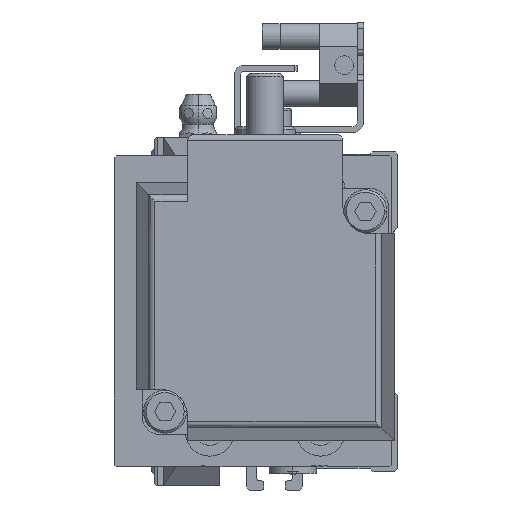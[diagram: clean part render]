
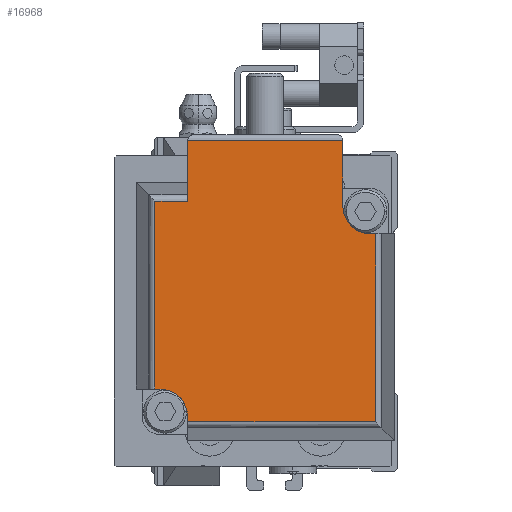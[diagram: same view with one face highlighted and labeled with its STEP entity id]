
A CAD part, left-side view. The second image highlights one B-rep face of the part: STEP entity #16968.
In plain terms, the highlighted face is planar.
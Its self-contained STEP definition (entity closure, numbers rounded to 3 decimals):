
#169 = DIRECTION ( 'NONE',  ( 0., 0., -1. ) ) ;
#1234 = VERTEX_POINT ( 'NONE', #21524 ) ;
#1467 = ORIENTED_EDGE ( 'NONE', *, *, #18914, .F. ) ;
#2102 = VERTEX_POINT ( 'NONE', #7307 ) ;
#2603 = AXIS2_PLACEMENT_3D ( 'NONE', #21132, #28399, #169 ) ;
#2730 = VECTOR ( 'NONE', #20433, 1000. ) ;
#2908 = EDGE_CURVE ( 'NONE', #21878, #13683, #9744, .T. ) ;
#2989 = CARTESIAN_POINT ( 'NONE',  ( -12.6, 82.4, 25. ) ) ;
#3434 = DIRECTION ( 'NONE',  ( 0., 0., 1. ) ) ;
#4058 = CIRCLE ( 'NONE', #2603, 4.5 ) ;
#4840 = AXIS2_PLACEMENT_3D ( 'NONE', #23555, #6236, #20137 ) ;
#5159 = ORIENTED_EDGE ( 'NONE', *, *, #9234, .T. ) ;
#5549 = DIRECTION ( 'NONE',  ( 0., -1., 0. ) ) ;
#5564 = ORIENTED_EDGE ( 'NONE', *, *, #35067, .F. ) ;
#6236 = DIRECTION ( 'NONE',  ( 0., 1., 0. ) ) ;
#6298 = VECTOR ( 'NONE', #27176, 1000. ) ;
#7247 = ORIENTED_EDGE ( 'NONE', *, *, #13123, .T. ) ;
#7307 = CARTESIAN_POINT ( 'NONE',  ( 27.7, 82.4, -12.6 ) ) ;
#8104 = CARTESIAN_POINT ( 'NONE',  ( 27.7, 82.4, 12.6 ) ) ;
#8482 = VERTEX_POINT ( 'NONE', #24603 ) ;
#9234 = EDGE_CURVE ( 'NONE', #39068, #13712, #19266, .T. ) ;
#9317 = CARTESIAN_POINT ( 'NONE',  ( 25., 82.4, 17.929 ) ) ;
#9390 = LINE ( 'NONE', #2989, #38287 ) ;
#9744 = LINE ( 'NONE', #17232, #2730 ) ;
#9804 = CARTESIAN_POINT ( 'NONE',  ( -12.6, 82.4, -17.929 ) ) ;
#10091 = CARTESIAN_POINT ( 'NONE',  ( -17.929, 82.4, 17.929 ) ) ;
#10268 = EDGE_CURVE ( 'NONE', #13712, #2102, #11093, .T. ) ;
#11093 = LINE ( 'NONE', #8104, #36458 ) ;
#11925 = DIRECTION ( 'NONE',  ( 0., 0., -1. ) ) ;
#11948 = ORIENTED_EDGE ( 'NONE', *, *, #2908, .T. ) ;
#12128 = VERTEX_POINT ( 'NONE', #10091 ) ;
#12162 = CARTESIAN_POINT ( 'NONE',  ( 17.929, 82.4, 25. ) ) ;
#12607 = FACE_OUTER_BOUND ( 'NONE', #37141, .T. ) ;
#13123 = EDGE_CURVE ( 'NONE', #13866, #21878, #15328, .T. ) ;
#13683 = VERTEX_POINT ( 'NONE', #9804 ) ;
#13712 = VERTEX_POINT ( 'NONE', #20059 ) ;
#13866 = VERTEX_POINT ( 'NONE', #25044 ) ;
#14041 = VECTOR ( 'NONE', #11925, 1000. ) ;
#14488 = VERTEX_POINT ( 'NONE', #39644 ) ;
#14926 = ORIENTED_EDGE ( 'NONE', *, *, #34352, .F. ) ;
#15007 = ORIENTED_EDGE ( 'NONE', *, *, #33501, .T. ) ;
#15328 = LINE ( 'NONE', #29222, #14041 ) ;
#15801 = CARTESIAN_POINT ( 'NONE',  ( 12.6, 82.4, 25. ) ) ;
#15843 = DIRECTION ( 'NONE',  ( 1., 0., 0. ) ) ;
#15874 = EDGE_CURVE ( 'NONE', #12128, #14488, #23487, .T. ) ;
#16141 = LINE ( 'NONE', #9317, #22620 ) ;
#16251 = LINE ( 'NONE', #15801, #43569 ) ;
#16943 = EDGE_CURVE ( 'NONE', #1234, #38556, #16251, .T. ) ;
#16968 = ADVANCED_FACE ( 'NONE', ( #12607 ), #43347, .F. ) ;
#17232 = CARTESIAN_POINT ( 'NONE',  ( 25., 82.4, -17.929 ) ) ;
#18914 = EDGE_CURVE ( 'NONE', #1234, #12128, #16141, .T. ) ;
#19266 = LINE ( 'NONE', #43825, #44647 ) ;
#19574 = AXIS2_PLACEMENT_3D ( 'NONE', #12162, #5549, #43556 ) ;
#20059 = CARTESIAN_POINT ( 'NONE',  ( 27.7, 82.4, 12.6 ) ) ;
#20137 = DIRECTION ( 'NONE',  ( 0., 0., -1. ) ) ;
#20182 = ORIENTED_EDGE ( 'NONE', *, *, #16943, .T. ) ;
#20433 = DIRECTION ( 'NONE',  ( -1., 0., 0. ) ) ;
#21084 = ORIENTED_EDGE ( 'NONE', *, *, #35013, .T. ) ;
#21132 = CARTESIAN_POINT ( 'NONE',  ( -17.1, 82.4, -17.1 ) ) ;
#21524 = CARTESIAN_POINT ( 'NONE',  ( 12.6, 82.4, 17.929 ) ) ;
#21878 = VERTEX_POINT ( 'NONE', #26646 ) ;
#22620 = VECTOR ( 'NONE', #43241, 1000. ) ;
#22894 = ORIENTED_EDGE ( 'NONE', *, *, #35288, .T. ) ;
#23487 = LINE ( 'NONE', #36442, #41410 ) ;
#23555 = CARTESIAN_POINT ( 'NONE',  ( 17.1, 82.4, 17.1 ) ) ;
#24603 = CARTESIAN_POINT ( 'NONE',  ( -12.6, 82.4, -17.1 ) ) ;
#25044 = CARTESIAN_POINT ( 'NONE',  ( 17.929, 82.4, -12.6 ) ) ;
#26646 = CARTESIAN_POINT ( 'NONE',  ( 17.929, 82.4, -17.929 ) ) ;
#27176 = DIRECTION ( 'NONE',  ( -1., 0., 0. ) ) ;
#27436 = VERTEX_POINT ( 'NONE', #42540 ) ;
#28399 = DIRECTION ( 'NONE',  ( 0., 1., 0. ) ) ;
#29222 = CARTESIAN_POINT ( 'NONE',  ( 17.929, 82.4, 25. ) ) ;
#29692 = CARTESIAN_POINT ( 'NONE',  ( 27.7, 82.4, -12.6 ) ) ;
#30144 = DIRECTION ( 'NONE',  ( 0., 0., -1. ) ) ;
#30868 = LINE ( 'NONE', #44759, #43252 ) ;
#31568 = CARTESIAN_POINT ( 'NONE',  ( 12.6, 82.4, 17.1 ) ) ;
#32470 = DIRECTION ( 'NONE',  ( 0., 0., -1. ) ) ;
#33501 = EDGE_CURVE ( 'NONE', #27436, #14488, #30868, .T. ) ;
#34352 = EDGE_CURVE ( 'NONE', #27436, #8482, #4058, .T. ) ;
#35013 = EDGE_CURVE ( 'NONE', #2102, #13866, #43565, .T. ) ;
#35067 = EDGE_CURVE ( 'NONE', #39068, #38556, #40463, .T. ) ;
#35288 = EDGE_CURVE ( 'NONE', #13683, #8482, #9390, .T. ) ;
#36442 = CARTESIAN_POINT ( 'NONE',  ( -17.929, 82.4, 25. ) ) ;
#36458 = VECTOR ( 'NONE', #32470, 1000. ) ;
#37141 = EDGE_LOOP ( 'NONE', ( #5564, #5159, #41745, #21084, #7247, #11948, #22894, #14926, #15007, #44539, #1467, #20182 ) ) ;
#38287 = VECTOR ( 'NONE', #3434, 1000. ) ;
#38556 = VERTEX_POINT ( 'NONE', #31568 ) ;
#39068 = VERTEX_POINT ( 'NONE', #42428 ) ;
#39644 = CARTESIAN_POINT ( 'NONE',  ( -17.929, 82.4, -12.6 ) ) ;
#40463 = CIRCLE ( 'NONE', #4840, 4.5 ) ;
#41410 = VECTOR ( 'NONE', #43502, 1000. ) ;
#41544 = DIRECTION ( 'NONE',  ( -1., 0., 0. ) ) ;
#41745 = ORIENTED_EDGE ( 'NONE', *, *, #10268, .T. ) ;
#42428 = CARTESIAN_POINT ( 'NONE',  ( 17.1, 82.4, 12.6 ) ) ;
#42540 = CARTESIAN_POINT ( 'NONE',  ( -17.1, 82.4, -12.6 ) ) ;
#43241 = DIRECTION ( 'NONE',  ( -1., 0., 0. ) ) ;
#43252 = VECTOR ( 'NONE', #41544, 1000. ) ;
#43347 = PLANE ( 'NONE',  #19574 ) ;
#43502 = DIRECTION ( 'NONE',  ( 0., 0., -1. ) ) ;
#43556 = DIRECTION ( 'NONE',  ( 0., 0., -1. ) ) ;
#43565 = LINE ( 'NONE', #29692, #6298 ) ;
#43569 = VECTOR ( 'NONE', #30144, 1000. ) ;
#43825 = CARTESIAN_POINT ( 'NONE',  ( 17.929, 82.4, 12.6 ) ) ;
#44539 = ORIENTED_EDGE ( 'NONE', *, *, #15874, .F. ) ;
#44647 = VECTOR ( 'NONE', #15843, 1000. ) ;
#44759 = CARTESIAN_POINT ( 'NONE',  ( 17.929, 82.4, -12.6 ) ) ;
